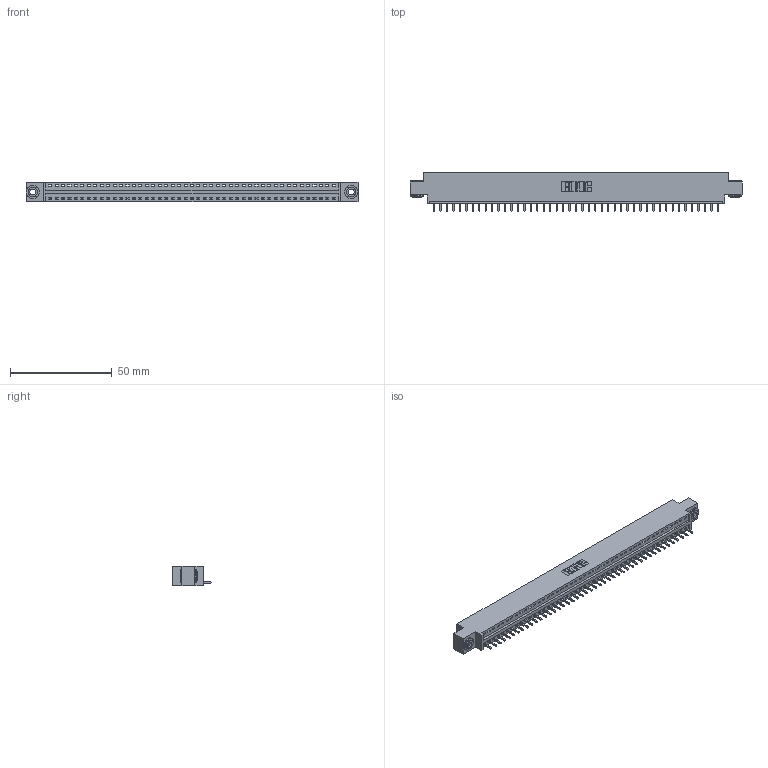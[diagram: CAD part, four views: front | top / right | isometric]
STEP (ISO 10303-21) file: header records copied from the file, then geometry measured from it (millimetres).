
FILE_DESCRIPTION (( 'STEP AP203' ), '1' );
FILE_NAME ('346-045-521-603.STEP', '2018-08-25T03:30:45', ( '' ), ( '' ), 'SwSTEP 2.0', 'SolidWorks 2016', '' );
FILE_SCHEMA (( 'CONFIG_CONTROL_DESIGN' ));
Length unit declared in the file: inch
Products named in the file (4): 346-045-521-603; 346 Part_0.170 Offset - 0.156 Dia-TH; 345-292-001_345-293-121; 345-250-002_345-250-002-102
Assembly tree (48 placements, depth 2):
  346-045-521-603
    346 Part_0.170 Offset - 0.156 Dia-TH
    345-292-001_345-293-121  x45
    345-250-002_345-250-002-102  x2
Bounding box: 163.45 x 19.05 x 9.4 mm (x, y, z)
Volume: 15403.1 mm3; surface area: 19154.5 mm2
Topology: 48 solids, 48 shells, 2774 faces, 8337 edges, 5494 vertices
Faces by surface type: plane 1890, cylinder 876, cone 8
Entity records: 28324 total; most frequent: CARTESIAN_POINT 4834, ORIENTED_EDGE 4806, DIRECTION 4291, EDGE_CURVE 2403, LINE 2067, VECTOR 2067, VERTEX_POINT 1598, AXIS2_PLACEMENT_3D 1112
